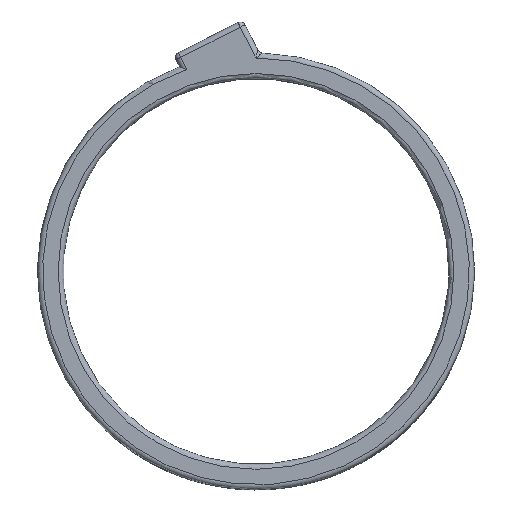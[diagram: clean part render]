
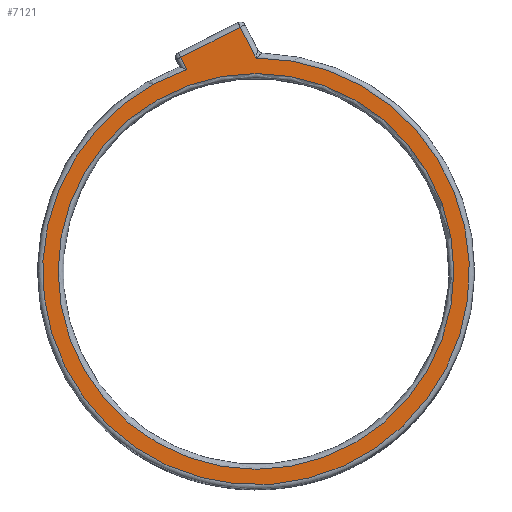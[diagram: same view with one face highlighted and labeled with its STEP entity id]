
A CAD part, top view. The second image highlights one B-rep face of the part: STEP entity #7121.
In plain terms, the highlighted planar face has unit normal (0, 0, 1).
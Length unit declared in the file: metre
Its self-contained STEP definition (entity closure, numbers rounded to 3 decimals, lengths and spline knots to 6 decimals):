
#833=CIRCLE('',#7697,0.0385);
#834=CIRCLE('',#7698,0.0415);
#1325=ORIENTED_EDGE('',*,*,#3537,.T.);
#1326=ORIENTED_EDGE('',*,*,#3538,.T.);
#1327=ORIENTED_EDGE('',*,*,#3539,.T.);
#1328=ORIENTED_EDGE('',*,*,#3540,.T.);
#1329=ORIENTED_EDGE('',*,*,#3541,.T.);
#3537=EDGE_CURVE('',#4642,#4642,#833,.F.);
#3538=EDGE_CURVE('',#4643,#4644,#5124,.T.);
#3539=EDGE_CURVE('',#4644,#4645,#5125,.T.);
#3540=EDGE_CURVE('',#4645,#4646,#5126,.F.);
#3541=EDGE_CURVE('',#4646,#4643,#834,.T.);
#4642=VERTEX_POINT('',#10821);
#4643=VERTEX_POINT('',#10823);
#4644=VERTEX_POINT('',#10824);
#4645=VERTEX_POINT('',#10826);
#4646=VERTEX_POINT('',#10828);
#5124=LINE('',#10822,#5608);
#5125=LINE('',#10825,#5609);
#5126=LINE('',#10827,#5610);
#5608=VECTOR('',#8468,1.);
#5609=VECTOR('',#8469,1.);
#5610=VECTOR('',#8470,1.);
#6060=EDGE_LOOP('',(#1325));
#6061=EDGE_LOOP('',(#1326,#1327,#1328,#1329));
#6524=FACE_BOUND('',#6060,.T.);
#6525=FACE_BOUND('',#6061,.T.);
#6945=PLANE('',#7696);
#7121=ADVANCED_FACE('',(#6524,#6525),#6945,.T.);
#7696=AXIS2_PLACEMENT_3D('',#10819,#8464,#8465);
#7697=AXIS2_PLACEMENT_3D('',#10820,#8466,#8467);
#7698=AXIS2_PLACEMENT_3D('',#10829,#8471,#8472);
#8464=DIRECTION('',(0.,0.,1.));
#8465=DIRECTION('',(1.,0.,0.));
#8466=DIRECTION('',(0.,0.,1.));
#8467=DIRECTION('',(1.,0.,0.));
#8468=DIRECTION('',(-0.454,0.891,0.));
#8469=DIRECTION('',(-0.891,-0.454,0.));
#8470=DIRECTION('',(-0.454,0.891,0.));
#8471=DIRECTION('',(0.,0.,1.));
#8472=DIRECTION('',(1.,0.,0.));
#10819=CARTESIAN_POINT('',(0.,0.,0.006));
#10820=CARTESIAN_POINT('',(0.,0.,0.006));
#10821=CARTESIAN_POINT('',(0.0385,0.,0.006));
#10822=CARTESIAN_POINT('',(-0.003518,0.048405,0.006));
#10823=CARTESIAN_POINT('',(0.,0.0415,0.006));
#10824=CARTESIAN_POINT('',(-0.003064,0.047514,0.006));
#10825=CARTESIAN_POINT('',(-0.015539,0.041158,0.006));
#10826=CARTESIAN_POINT('',(-0.014648,0.041612,0.006));
#10827=CARTESIAN_POINT('',(-0.013965,0.040273,0.006));
#10828=CARTESIAN_POINT('',(-0.013449,0.03926,0.006));
#10829=CARTESIAN_POINT('',(0.,0.,0.006));
